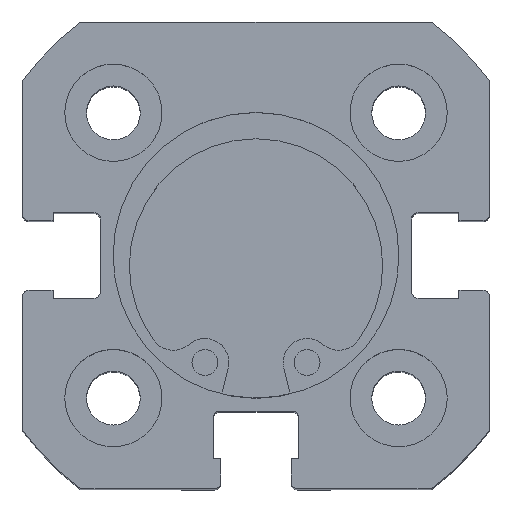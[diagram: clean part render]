
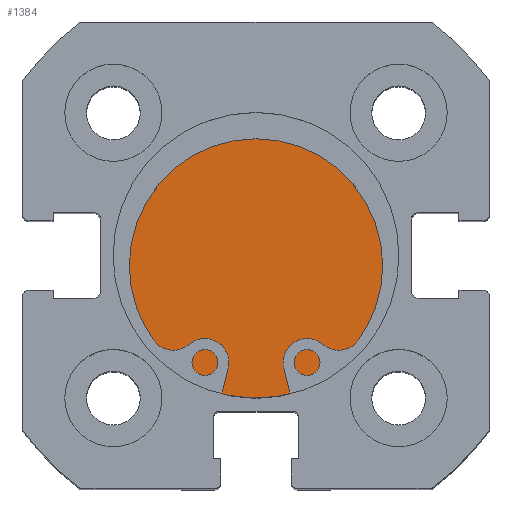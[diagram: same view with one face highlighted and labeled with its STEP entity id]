
A CAD part, top view. The second image highlights one B-rep face of the part: STEP entity #1384.
In plain terms, the highlighted face is planar.
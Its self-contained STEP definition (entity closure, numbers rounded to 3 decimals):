
#107 = DIRECTION ( 'NONE',  ( -1., 0., 0. ) ) ;
#108 = DIRECTION ( 'NONE',  ( 0., 0., 1. ) ) ;
#350 = EDGE_LOOP ( 'NONE', ( #522, #521 ) ) ;
#521 = ORIENTED_EDGE ( 'NONE', *, *, #3763, .F. ) ;
#522 = ORIENTED_EDGE ( 'NONE', *, *, #3697, .F. ) ;
#1384 = ADVANCED_FACE ( 'NONE', ( #4656 ), #5021, .F. ) ;
#2028 = CARTESIAN_POINT ( 'NONE',  ( 6., 0., 0. ) ) ;
#2037 = DIRECTION ( 'NONE',  ( -1., 0., 0. ) ) ;
#2038 = DIRECTION ( 'NONE',  ( 0., 0., 1. ) ) ;
#2211 = CARTESIAN_POINT ( 'NONE',  ( 6., 0., 0. ) ) ;
#2219 = DIRECTION ( 'NONE',  ( -1., 0., 0. ) ) ;
#2220 = DIRECTION ( 'NONE',  ( 0., 0., 1. ) ) ;
#2806 = CIRCLE ( 'NONE', #4168, 11. ) ;
#2896 = CIRCLE ( 'NONE', #4202, 11. ) ;
#3697 = EDGE_CURVE ( 'NONE', #5784, #5736, #2806, .T. ) ;
#3763 = EDGE_CURVE ( 'NONE', #5736, #5784, #2896, .T. ) ;
#4045 = AXIS2_PLACEMENT_3D ( 'NONE', #4741, #107, #108 ) ;
#4168 = AXIS2_PLACEMENT_3D ( 'NONE', #2028, #2037, #2038 ) ;
#4202 = AXIS2_PLACEMENT_3D ( 'NONE', #2211, #2219, #2220 ) ;
#4656 = FACE_OUTER_BOUND ( 'NONE', #350, .T. ) ;
#4741 = CARTESIAN_POINT ( 'NONE',  ( 6., 11., 0. ) ) ;
#5021 = PLANE ( 'NONE',  #4045 ) ;
#5371 = CARTESIAN_POINT ( 'NONE',  ( 6., 0., -11. ) ) ;
#5413 = CARTESIAN_POINT ( 'NONE',  ( 6., 0., 11. ) ) ;
#5736 = VERTEX_POINT ( 'NONE', #5371 ) ;
#5784 = VERTEX_POINT ( 'NONE', #5413 ) ;
